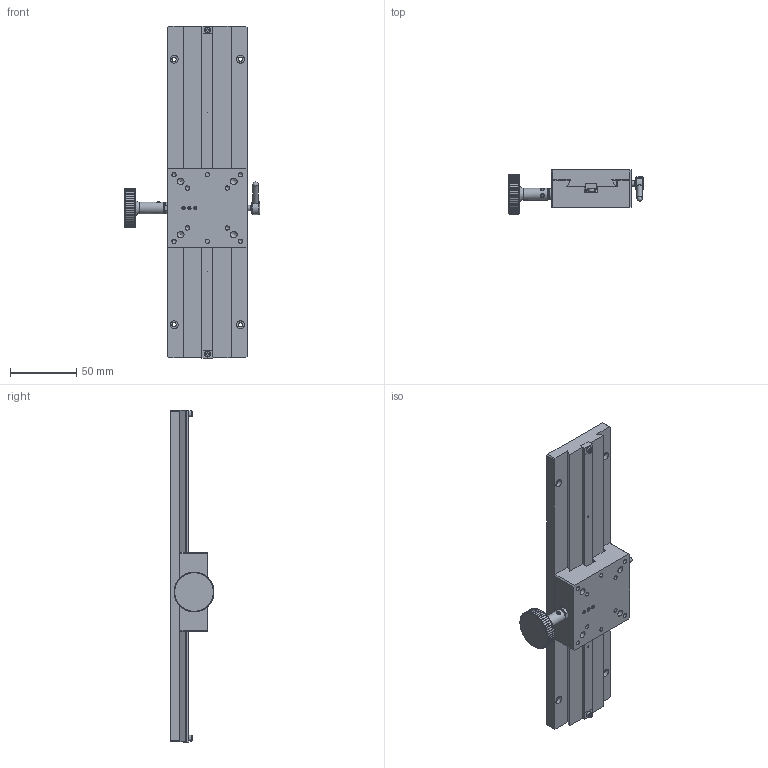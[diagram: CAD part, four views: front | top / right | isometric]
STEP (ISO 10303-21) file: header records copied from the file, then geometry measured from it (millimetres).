
FILE_DESCRIPTION (( 'STEP AP203' ), '1' );
FILE_NAME ('528703.STEP', '2024-10-14T03:46:27', ( 'Windows User' ), ( 'P R C' ), 'SwSTEP 2.0', 'SolidWorks 2020', '' );
FILE_SCHEMA (( 'CONFIG_CONTROL_DESIGN' ));
Products named in the file (1): 528703
Bounding box: 101.79 x 33.1 x 250 mm (x, y, z)
Volume: 227634.5 mm3; surface area: 74407.3 mm2
Topology: 22 solids, 22 shells, 954 faces, 2202 edges, 1304 vertices
Faces by surface type: plane 430, cone 277, cylinder 207, bspline 40
Full cylindrical faces by diameter (mm): 2.05 x5, 2.5 x14, 2.9 x5, 3 x9, 3.3 x17, 4 x5, 4.1 x2, 4.5 x4, 5 x9, 6 x6, 7.4 x1, 8 x4, 9 x3, 10 x2
Entity records: 110633 total; most frequent: CARTESIAN_POINT 91036, ORIENTED_EDGE 3930, DIRECTION 3900, EDGE_CURVE 1965, AXIS2_PLACEMENT_3D 1597, VERTEX_POINT 1229, EDGE_LOOP 1196, FACE_OUTER_BOUND 1046
